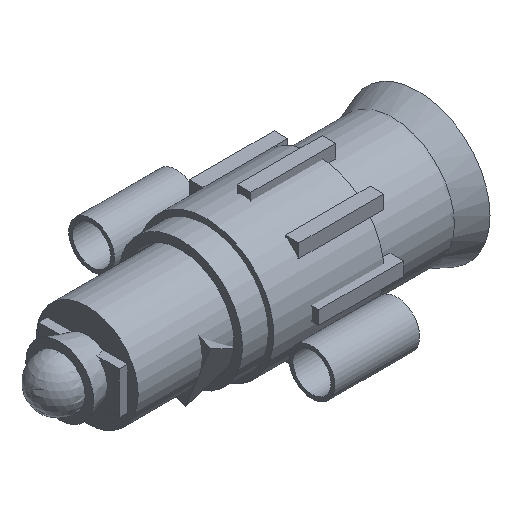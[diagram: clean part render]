
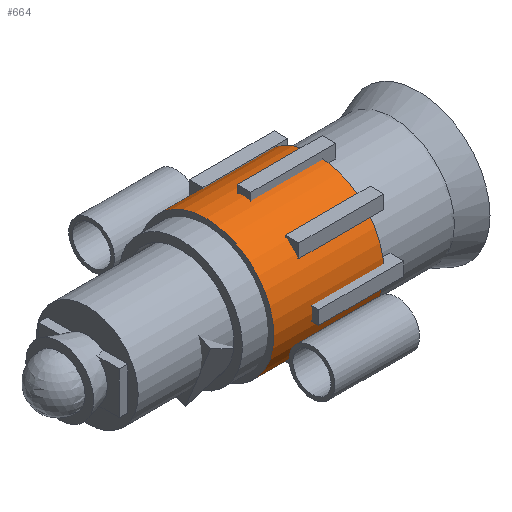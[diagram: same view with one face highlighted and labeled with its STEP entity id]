
A CAD part, isometric view. The second image highlights one B-rep face of the part: STEP entity #664.
In plain terms, the highlighted cylindrical face has radius 800000 mm (diameter 1.6e+06 mm), a full revolution.
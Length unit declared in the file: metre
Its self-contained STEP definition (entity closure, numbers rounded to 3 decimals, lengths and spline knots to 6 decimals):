
#595 = PLANE('',#596);
#596 = AXIS2_PLACEMENT_3D('',#597,#598,#599);
#597 = CARTESIAN_POINT('',(2050.,0.,0.));
#598 = DIRECTION('',(1.,0.,0.));
#599 = DIRECTION('',(0.,0.,-1.));
#633 = EDGE_CURVE('',#634,#634,#636,.T.);
#634 = VERTEX_POINT('',#635);
#635 = CARTESIAN_POINT('',(2050.,0.,-800.));
#636 = SURFACE_CURVE('',#637,(#642,#649),.PCURVE_S1.);
#637 = CIRCLE('',#638,800.);
#638 = AXIS2_PLACEMENT_3D('',#639,#640,#641);
#639 = CARTESIAN_POINT('',(2050.,0.,0.));
#640 = DIRECTION('',(1.,0.,0.));
#641 = DIRECTION('',(0.,0.,-1.));
#642 = PCURVE('',#595,#643);
#643 = DEFINITIONAL_REPRESENTATION('',(#644),#648);
#644 = CIRCLE('',#645,800.);
#645 = AXIS2_PLACEMENT_2D('',#646,#647);
#646 = CARTESIAN_POINT('',(0.,0.));
#647 = DIRECTION('',(1.,0.));
#648 = ( GEOMETRIC_REPRESENTATION_CONTEXT(2) 
PARAMETRIC_REPRESENTATION_CONTEXT() REPRESENTATION_CONTEXT('2D SPACE',''
  ) );
#649 = PCURVE('',#650,#655);
#650 = CYLINDRICAL_SURFACE('',#651,800.);
#651 = AXIS2_PLACEMENT_3D('',#652,#653,#654);
#652 = CARTESIAN_POINT('',(2050.,0.,0.));
#653 = DIRECTION('',(1.,0.,0.));
#654 = DIRECTION('',(0.,0.,-1.));
#655 = DEFINITIONAL_REPRESENTATION('',(#656),#660);
#656 = LINE('',#657,#658);
#657 = CARTESIAN_POINT('',(0.,0.));
#658 = VECTOR('',#659,1.);
#659 = DIRECTION('',(1.,0.));
#660 = ( GEOMETRIC_REPRESENTATION_CONTEXT(2) 
PARAMETRIC_REPRESENTATION_CONTEXT() REPRESENTATION_CONTEXT('2D SPACE',''
  ) );
#664 = ADVANCED_FACE('',(#665),#650,.T.);
#665 = FACE_BOUND('',#666,.T.);
#666 = EDGE_LOOP('',(#667,#696,#717,#718));
#667 = ORIENTED_EDGE('',*,*,#668,.F.);
#668 = EDGE_CURVE('',#669,#669,#671,.T.);
#669 = VERTEX_POINT('',#670);
#670 = CARTESIAN_POINT('',(3350.,0.,-800.));
#671 = SURFACE_CURVE('',#672,(#677,#684),.PCURVE_S1.);
#672 = CIRCLE('',#673,800.);
#673 = AXIS2_PLACEMENT_3D('',#674,#675,#676);
#674 = CARTESIAN_POINT('',(3350.,0.,0.));
#675 = DIRECTION('',(1.,0.,0.));
#676 = DIRECTION('',(0.,0.,-1.));
#677 = PCURVE('',#650,#678);
#678 = DEFINITIONAL_REPRESENTATION('',(#679),#683);
#679 = LINE('',#680,#681);
#680 = CARTESIAN_POINT('',(0.,1300.));
#681 = VECTOR('',#682,1.);
#682 = DIRECTION('',(1.,0.));
#683 = ( GEOMETRIC_REPRESENTATION_CONTEXT(2) 
PARAMETRIC_REPRESENTATION_CONTEXT() REPRESENTATION_CONTEXT('2D SPACE',''
  ) );
#684 = PCURVE('',#685,#690);
#685 = PLANE('',#686);
#686 = AXIS2_PLACEMENT_3D('',#687,#688,#689);
#687 = CARTESIAN_POINT('',(3350.,0.,0.));
#688 = DIRECTION('',(1.,0.,0.));
#689 = DIRECTION('',(0.,0.,-1.));
#690 = DEFINITIONAL_REPRESENTATION('',(#691),#695);
#691 = CIRCLE('',#692,800.);
#692 = AXIS2_PLACEMENT_2D('',#693,#694);
#693 = CARTESIAN_POINT('',(0.,0.));
#694 = DIRECTION('',(1.,0.));
#695 = ( GEOMETRIC_REPRESENTATION_CONTEXT(2) 
PARAMETRIC_REPRESENTATION_CONTEXT() REPRESENTATION_CONTEXT('2D SPACE',''
  ) );
#696 = ORIENTED_EDGE('',*,*,#697,.F.);
#697 = EDGE_CURVE('',#634,#669,#698,.T.);
#698 = SEAM_CURVE('',#699,(#703,#710),.PCURVE_S1.);
#699 = LINE('',#700,#701);
#700 = CARTESIAN_POINT('',(2050.,0.,-800.));
#701 = VECTOR('',#702,1.);
#702 = DIRECTION('',(1.,0.,0.));
#703 = PCURVE('',#650,#704);
#704 = DEFINITIONAL_REPRESENTATION('',(#705),#709);
#705 = LINE('',#706,#707);
#706 = CARTESIAN_POINT('',(6.283,-0.));
#707 = VECTOR('',#708,1.);
#708 = DIRECTION('',(0.,1.));
#709 = ( GEOMETRIC_REPRESENTATION_CONTEXT(2) 
PARAMETRIC_REPRESENTATION_CONTEXT() REPRESENTATION_CONTEXT('2D SPACE',''
  ) );
#710 = PCURVE('',#650,#711);
#711 = DEFINITIONAL_REPRESENTATION('',(#712),#716);
#712 = LINE('',#713,#714);
#713 = CARTESIAN_POINT('',(0.,-0.));
#714 = VECTOR('',#715,1.);
#715 = DIRECTION('',(0.,1.));
#716 = ( GEOMETRIC_REPRESENTATION_CONTEXT(2) 
PARAMETRIC_REPRESENTATION_CONTEXT() REPRESENTATION_CONTEXT('2D SPACE',''
  ) );
#717 = ORIENTED_EDGE('',*,*,#633,.T.);
#718 = ORIENTED_EDGE('',*,*,#697,.T.);
